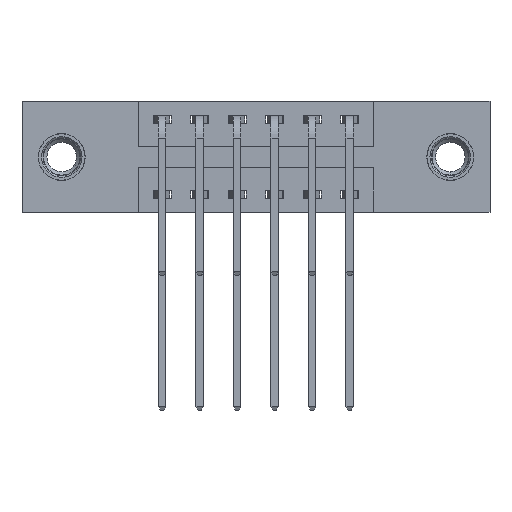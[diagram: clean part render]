
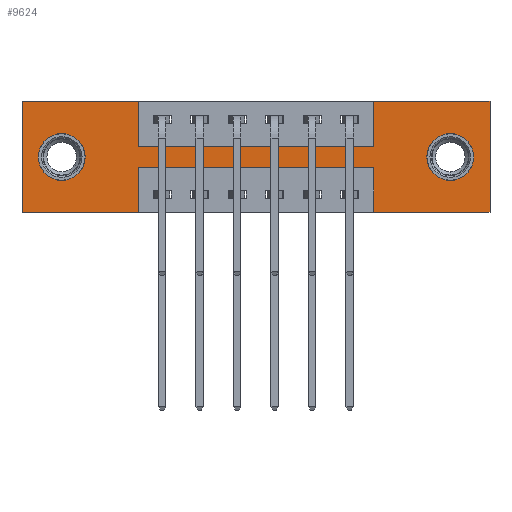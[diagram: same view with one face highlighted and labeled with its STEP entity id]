
A CAD part, front view. The second image highlights one B-rep face of the part: STEP entity #9624.
In plain terms, the highlighted planar face has unit normal (0, -1, 0).
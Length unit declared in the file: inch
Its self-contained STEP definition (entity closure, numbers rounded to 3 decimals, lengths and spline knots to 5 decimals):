
#37 = LINE ( 'NONE', #3935, #1025 ) ;
#116 = EDGE_LOOP ( 'NONE', ( #5952, #11309 ) ) ;
#191 = DIRECTION ( 'NONE',  ( 0., 1., 0. ) ) ;
#225 = CARTESIAN_POINT ( 'NONE',  ( 0.1325, 0., -0.185 ) ) ;
#692 = LINE ( 'NONE', #11500, #2133 ) ;
#723 = VERTEX_POINT ( 'NONE', #3825 ) ;
#748 = ORIENTED_EDGE ( 'NONE', *, *, #1880, .F. ) ;
#784 = DIRECTION ( 'NONE',  ( -1., 0., 0. ) ) ;
#900 = FACE_OUTER_BOUND ( 'NONE', #10272, .T. ) ;
#1025 = VECTOR ( 'NONE', #7510, 39.37008 ) ;
#1056 = FACE_BOUND ( 'NONE', #116, .T. ) ;
#1059 = VERTEX_POINT ( 'NONE', #2458 ) ;
#1231 = ORIENTED_EDGE ( 'NONE', *, *, #6470, .F. ) ;
#1376 = DIRECTION ( 'NONE',  ( 0., 1., 0. ) ) ;
#1389 = ORIENTED_EDGE ( 'NONE', *, *, #4548, .F. ) ;
#1553 = VECTOR ( 'NONE', #784, 39.37008 ) ;
#1644 = CARTESIAN_POINT ( 'NONE',  ( 1.1725, 0., 0. ) ) ;
#1820 = VERTEX_POINT ( 'NONE', #6607 ) ;
#1880 = EDGE_CURVE ( 'NONE', #2588, #5135, #10468, .T. ) ;
#1969 = LINE ( 'NONE', #2379, #10167 ) ;
#1994 = VECTOR ( 'NONE', #11325, 39.37008 ) ;
#2133 = VECTOR ( 'NONE', #7770, 39.37008 ) ;
#2265 = CARTESIAN_POINT ( 'NONE',  ( 0.3875, 0., -0.15 ) ) ;
#2299 = CARTESIAN_POINT ( 'NONE',  ( 0.1325, 0., -0.185 ) ) ;
#2339 = CARTESIAN_POINT ( 'NONE',  ( 0., 0., -0.37 ) ) ;
#2379 = CARTESIAN_POINT ( 'NONE',  ( 0., 0., -0.37 ) ) ;
#2417 = CARTESIAN_POINT ( 'NONE',  ( 0., 0., 0. ) ) ;
#2455 = LINE ( 'NONE', #3005, #10659 ) ;
#2458 = CARTESIAN_POINT ( 'NONE',  ( 1.1725, 0., 0. ) ) ;
#2529 = CARTESIAN_POINT ( 'NONE',  ( 1.4275, 0., -0.185 ) ) ;
#2552 = CARTESIAN_POINT ( 'NONE',  ( 1.4275, 0., -0.263 ) ) ;
#2588 = VERTEX_POINT ( 'NONE', #7031 ) ;
#2714 = EDGE_CURVE ( 'NONE', #11635, #3102, #11600, .T. ) ;
#2917 = VECTOR ( 'NONE', #7740, 39.37008 ) ;
#2994 = ORIENTED_EDGE ( 'NONE', *, *, #3980, .F. ) ;
#3005 = CARTESIAN_POINT ( 'NONE',  ( 0., 0., 0. ) ) ;
#3102 = VERTEX_POINT ( 'NONE', #9571 ) ;
#3117 = CIRCLE ( 'NONE', #8917, 0.078 ) ;
#3241 = EDGE_CURVE ( 'NONE', #10990, #6378, #8550, .T. ) ;
#3296 = DIRECTION ( 'NONE',  ( 1., 0., 0. ) ) ;
#3397 = DIRECTION ( 'NONE',  ( 0., 1., 0. ) ) ;
#3416 = CARTESIAN_POINT ( 'NONE',  ( 1.56, 0., 0. ) ) ;
#3679 = ORIENTED_EDGE ( 'NONE', *, *, #9920, .F. ) ;
#3825 = CARTESIAN_POINT ( 'NONE',  ( 0., 0., -0.37 ) ) ;
#3835 = DIRECTION ( 'NONE',  ( 0., 0., 1. ) ) ;
#3850 = CIRCLE ( 'NONE', #10299, 0.078 ) ;
#3935 = CARTESIAN_POINT ( 'NONE',  ( 0., 0., -0.37 ) ) ;
#3950 = CARTESIAN_POINT ( 'NONE',  ( 1.4275, 0., -0.185 ) ) ;
#3980 = EDGE_CURVE ( 'NONE', #5135, #9702, #5637, .T. ) ;
#3984 = PLANE ( 'NONE',  #7325 ) ;
#4096 = CARTESIAN_POINT ( 'NONE',  ( 0.3875, 0., -0.37 ) ) ;
#4200 = CARTESIAN_POINT ( 'NONE',  ( 1.1725, 0., -0.15 ) ) ;
#4210 = EDGE_CURVE ( 'NONE', #10664, #6277, #3117, .T. ) ;
#4243 = LINE ( 'NONE', #4451, #1553 ) ;
#4290 = EDGE_CURVE ( 'NONE', #9702, #4748, #5249, .T. ) ;
#4350 = EDGE_CURVE ( 'NONE', #4748, #1059, #8928, .T. ) ;
#4368 = CARTESIAN_POINT ( 'NONE',  ( 1.1725, 0., -0.22 ) ) ;
#4401 = VERTEX_POINT ( 'NONE', #7133 ) ;
#4437 = ORIENTED_EDGE ( 'NONE', *, *, #5539, .F. ) ;
#4451 = CARTESIAN_POINT ( 'NONE',  ( 0.3875, 0., -0.22 ) ) ;
#4548 = EDGE_CURVE ( 'NONE', #1059, #11635, #2455, .T. ) ;
#4656 = VECTOR ( 'NONE', #9223, 39.37008 ) ;
#4748 = VERTEX_POINT ( 'NONE', #4200 ) ;
#4814 = ORIENTED_EDGE ( 'NONE', *, *, #11264, .F. ) ;
#4946 = DIRECTION ( 'NONE',  ( 0., -1., 0. ) ) ;
#5023 = ORIENTED_EDGE ( 'NONE', *, *, #4350, .F. ) ;
#5084 = ORIENTED_EDGE ( 'NONE', *, *, #2714, .F. ) ;
#5135 = VERTEX_POINT ( 'NONE', #7343 ) ;
#5249 = LINE ( 'NONE', #8720, #9793 ) ;
#5274 = DIRECTION ( 'NONE',  ( -1., 0., 0. ) ) ;
#5415 = EDGE_CURVE ( 'NONE', #4401, #6514, #7968, .T. ) ;
#5469 = EDGE_CURVE ( 'NONE', #1820, #5699, #11215, .T. ) ;
#5539 = EDGE_CURVE ( 'NONE', #3102, #4401, #37, .T. ) ;
#5637 = LINE ( 'NONE', #7405, #4656 ) ;
#5699 = VERTEX_POINT ( 'NONE', #2552 ) ;
#5728 = DIRECTION ( 'NONE',  ( 1., 0., 0. ) ) ;
#5882 = CARTESIAN_POINT ( 'NONE',  ( 0.1325, 0., -0.107 ) ) ;
#5888 = CARTESIAN_POINT ( 'NONE',  ( 0.3875, 0., -0.37 ) ) ;
#5952 = ORIENTED_EDGE ( 'NONE', *, *, #5469, .T. ) ;
#6020 = CARTESIAN_POINT ( 'NONE',  ( 1.56, 0., 0. ) ) ;
#6277 = VERTEX_POINT ( 'NONE', #5882 ) ;
#6378 = VERTEX_POINT ( 'NONE', #4096 ) ;
#6433 = ORIENTED_EDGE ( 'NONE', *, *, #4290, .F. ) ;
#6470 = EDGE_CURVE ( 'NONE', #723, #2588, #692, .T. ) ;
#6514 = VERTEX_POINT ( 'NONE', #4368 ) ;
#6607 = CARTESIAN_POINT ( 'NONE',  ( 1.4275, 0., -0.107 ) ) ;
#6659 = ORIENTED_EDGE ( 'NONE', *, *, #5415, .F. ) ;
#7031 = CARTESIAN_POINT ( 'NONE',  ( 0., 0., 0. ) ) ;
#7133 = CARTESIAN_POINT ( 'NONE',  ( 1.1725, 0., -0.37 ) ) ;
#7205 = CARTESIAN_POINT ( 'NONE',  ( 0.1325, 0., -0.263 ) ) ;
#7233 = EDGE_CURVE ( 'NONE', #5699, #1820, #3850, .T. ) ;
#7325 = AXIS2_PLACEMENT_3D ( 'NONE', #2339, #4946, #9584 ) ;
#7343 = CARTESIAN_POINT ( 'NONE',  ( 0.3875, 0., 0. ) ) ;
#7405 = CARTESIAN_POINT ( 'NONE',  ( 0.3875, 0., 0. ) ) ;
#7510 = DIRECTION ( 'NONE',  ( -1., 0., 0. ) ) ;
#7740 = DIRECTION ( 'NONE',  ( 0., 0., -1. ) ) ;
#7770 = DIRECTION ( 'NONE',  ( 0., 0., 1. ) ) ;
#7816 = DIRECTION ( 'NONE',  ( 1., 0., 0. ) ) ;
#7820 = VECTOR ( 'NONE', #10740, 39.37008 ) ;
#7894 = AXIS2_PLACEMENT_3D ( 'NONE', #225, #191, #3835 ) ;
#7968 = LINE ( 'NONE', #8934, #7820 ) ;
#8509 = CIRCLE ( 'NONE', #7894, 0.078 ) ;
#8527 = AXIS2_PLACEMENT_3D ( 'NONE', #3950, #1376, #10286 ) ;
#8550 = LINE ( 'NONE', #5888, #2917 ) ;
#8607 = DIRECTION ( 'NONE',  ( 0., 0., 1. ) ) ;
#8683 = EDGE_CURVE ( 'NONE', #6277, #10664, #8509, .T. ) ;
#8720 = CARTESIAN_POINT ( 'NONE',  ( 0.3875, 0., -0.15 ) ) ;
#8885 = DIRECTION ( 'NONE',  ( 0., 0., -1. ) ) ;
#8917 = AXIS2_PLACEMENT_3D ( 'NONE', #2299, #10506, #8607 ) ;
#8928 = LINE ( 'NONE', #1644, #10197 ) ;
#8934 = CARTESIAN_POINT ( 'NONE',  ( 1.1725, 0., -0.37 ) ) ;
#9223 = DIRECTION ( 'NONE',  ( 0., 0., -1. ) ) ;
#9390 = ORIENTED_EDGE ( 'NONE', *, *, #3241, .F. ) ;
#9571 = CARTESIAN_POINT ( 'NONE',  ( 1.56, 0., -0.37 ) ) ;
#9584 = DIRECTION ( 'NONE',  ( 0., 0., -1. ) ) ;
#9624 = ADVANCED_FACE ( 'NONE', ( #1056, #9688, #900 ), #3984, .T. ) ;
#9688 = FACE_BOUND ( 'NONE', #11057, .T. ) ;
#9702 = VERTEX_POINT ( 'NONE', #2265 ) ;
#9793 = VECTOR ( 'NONE', #7816, 39.37008 ) ;
#9920 = EDGE_CURVE ( 'NONE', #6514, #10990, #4243, .T. ) ;
#10167 = VECTOR ( 'NONE', #5274, 39.37008 ) ;
#10197 = VECTOR ( 'NONE', #10542, 39.37008 ) ;
#10204 = ORIENTED_EDGE ( 'NONE', *, *, #8683, .T. ) ;
#10272 = EDGE_LOOP ( 'NONE', ( #9390, #3679, #6659, #4437, #5084, #1389, #5023, #6433, #2994, #748, #1231, #4814 ) ) ;
#10286 = DIRECTION ( 'NONE',  ( 0., 0., -1. ) ) ;
#10299 = AXIS2_PLACEMENT_3D ( 'NONE', #2529, #3397, #8885 ) ;
#10364 = CARTESIAN_POINT ( 'NONE',  ( 0.3875, 0., -0.22 ) ) ;
#10468 = LINE ( 'NONE', #2417, #11462 ) ;
#10506 = DIRECTION ( 'NONE',  ( 0., 1., 0. ) ) ;
#10542 = DIRECTION ( 'NONE',  ( 0., 0., 1. ) ) ;
#10659 = VECTOR ( 'NONE', #5728, 39.37008 ) ;
#10664 = VERTEX_POINT ( 'NONE', #7205 ) ;
#10740 = DIRECTION ( 'NONE',  ( 0., 0., 1. ) ) ;
#10845 = ORIENTED_EDGE ( 'NONE', *, *, #4210, .T. ) ;
#10990 = VERTEX_POINT ( 'NONE', #10364 ) ;
#11057 = EDGE_LOOP ( 'NONE', ( #10204, #10845 ) ) ;
#11215 = CIRCLE ( 'NONE', #8527, 0.078 ) ;
#11264 = EDGE_CURVE ( 'NONE', #6378, #723, #1969, .T. ) ;
#11309 = ORIENTED_EDGE ( 'NONE', *, *, #7233, .T. ) ;
#11325 = DIRECTION ( 'NONE',  ( 0., 0., -1. ) ) ;
#11462 = VECTOR ( 'NONE', #3296, 39.37008 ) ;
#11500 = CARTESIAN_POINT ( 'NONE',  ( 0., 0., 0. ) ) ;
#11600 = LINE ( 'NONE', #6020, #1994 ) ;
#11635 = VERTEX_POINT ( 'NONE', #3416 ) ;
